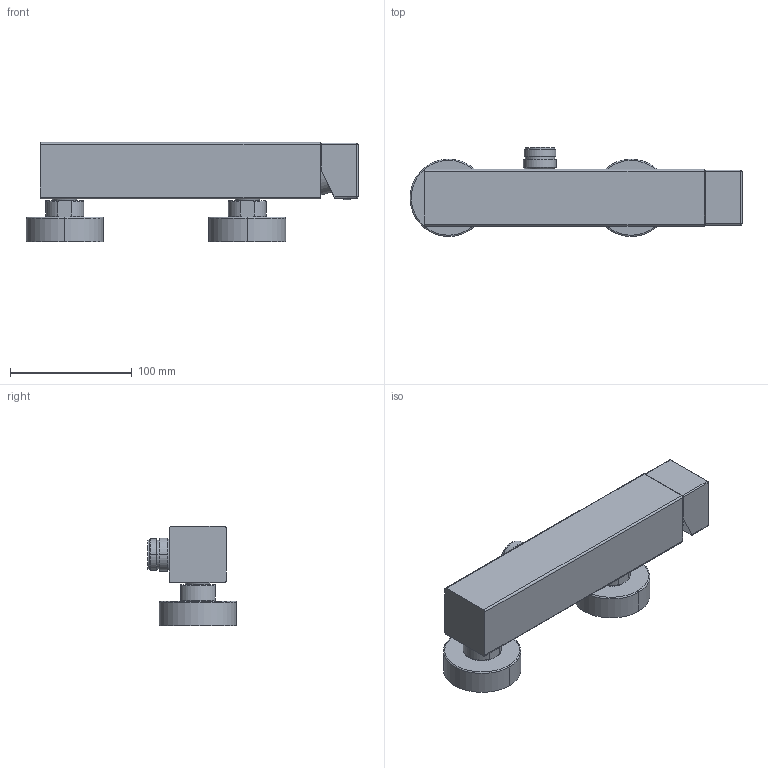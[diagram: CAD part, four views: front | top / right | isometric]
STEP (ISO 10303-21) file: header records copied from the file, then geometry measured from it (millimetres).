
FILE_DESCRIPTION((''),'2;1');
FILE_NAME('EL168RCR','2021-01-18T15:04:23',('ut3'),('PAFFONI SpA'),'CREO PARAMETRIC BY PTC INC, 2020044','CREO PARAMETRIC BY PTC INC, 2020044','');
FILE_SCHEMA(('CONFIG_CONTROL_DESIGN','SHAPE_APPEARANCE_LAYERS_GROUPS'));
Length unit declared in the file: millimetre
Products named in the file (1): EL168RCR
Bounding box: 272.75 x 73 x 81.5 mm (x, y, z)
Volume: 692204 mm3; surface area: 83901.1 mm2
Topology: 1 solids, 1 shells, 117 faces, 273 edges, 171 vertices
Faces by surface type: cylinder 44, plane 36, torus 16, cone 13, sphere 6, bspline 2
Entity records: 4994 total; most frequent: CARTESIAN_POINT 1406, DIRECTION 596, ORIENTED_EDGE 542, EDGE_CURVE 271, AXIS2_PLACEMENT_3D 244, VERTEX_POINT 171, EDGE_LOOP 132, CIRCLE 129
